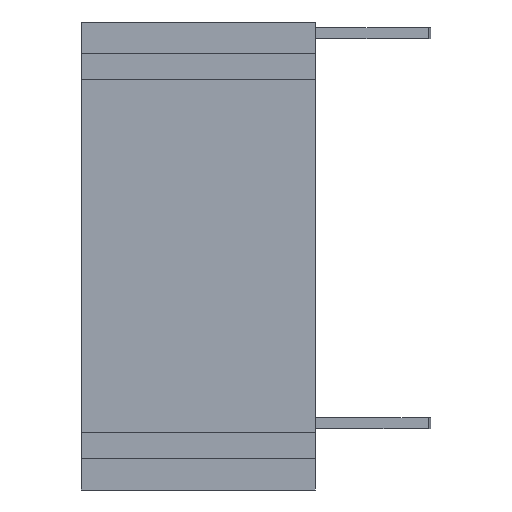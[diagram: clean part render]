
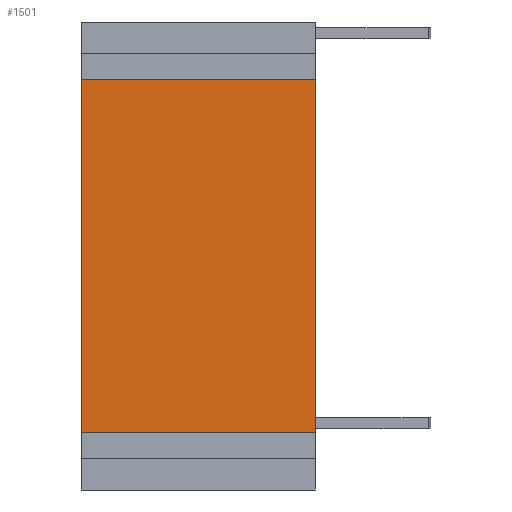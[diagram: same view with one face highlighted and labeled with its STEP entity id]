
A CAD part, left-side view. The second image highlights one B-rep face of the part: STEP entity #1501.
In plain terms, the highlighted planar face has unit normal (-1, 0, 0).
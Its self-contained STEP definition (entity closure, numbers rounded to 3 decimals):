
#75=FACE_OUTER_BOUND('',#151,.T.);
#151=EDGE_LOOP('',(#1267,#1268,#1269,#1270));
#237=LINE('',#2137,#429);
#255=LINE('',#2172,#447);
#308=LINE('',#2286,#500);
#328=LINE('',#2320,#520);
#429=VECTOR('',#1718,10.);
#447=VECTOR('',#1742,10.);
#500=VECTOR('',#1827,10.);
#520=VECTOR('',#1851,10.);
#624=VERTEX_POINT('',#2134);
#625=VERTEX_POINT('',#2136);
#639=VERTEX_POINT('',#2170);
#684=VERTEX_POINT('',#2285);
#776=EDGE_CURVE('',#625,#624,#237,.T.);
#794=EDGE_CURVE('',#624,#639,#255,.T.);
#850=EDGE_CURVE('',#684,#625,#308,.T.);
#870=EDGE_CURVE('',#684,#639,#328,.T.);
#1267=ORIENTED_EDGE('',*,*,#794,.T.);
#1268=ORIENTED_EDGE('',*,*,#870,.F.);
#1269=ORIENTED_EDGE('',*,*,#850,.T.);
#1270=ORIENTED_EDGE('',*,*,#776,.T.);
#1431=PLANE('',#1616);
#1501=ADVANCED_FACE('',(#75),#1431,.T.);
#1616=AXIS2_PLACEMENT_3D('',#2411,#1955,#1956);
#1718=DIRECTION('',(0.,0.,-1.));
#1742=DIRECTION('',(0.,-1.,0.));
#1827=DIRECTION('',(0.,1.,0.));
#1851=DIRECTION('',(0.,0.,-1.));
#1955=DIRECTION('center_axis',(-1.,0.,0.));
#1956=DIRECTION('ref_axis',(0.,0.,1.));
#2134=CARTESIAN_POINT('',(-3.75,5.25,-18.4));
#2136=CARTESIAN_POINT('',(-3.75,5.25,-2.6));
#2137=CARTESIAN_POINT('',(-3.75,5.25,0.));
#2170=CARTESIAN_POINT('',(-3.75,-5.25,-18.4));
#2172=CARTESIAN_POINT('',(-3.75,-0.5,-18.4));
#2285=CARTESIAN_POINT('',(-3.75,-5.25,-2.6));
#2286=CARTESIAN_POINT('',(-3.75,-0.5,-2.6));
#2320=CARTESIAN_POINT('',(-3.75,-5.25,0.));
#2411=CARTESIAN_POINT('Origin',(-3.75,4.25,0.));
